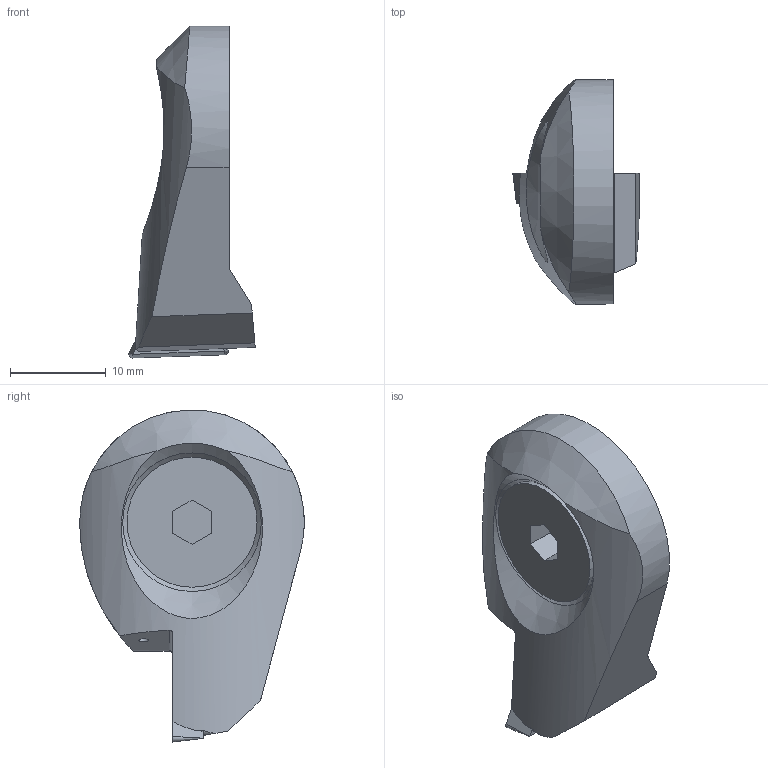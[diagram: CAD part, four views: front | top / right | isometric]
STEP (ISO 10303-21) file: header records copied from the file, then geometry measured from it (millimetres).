
FILE_DESCRIPTION(/* description */ (''),/* implementation_level */ '2;1');
FILE_NAME(/* name */ '1551870652908.stp',/* time_stamp */ '2019-03-06T12:11:19+01:00',/* author */ (''),/* organization */ ('SMS'),/* preprocessor_version */ 'ST-DEVELOPER v15',/* originating_system */ 'SIEMENS PLM Software NX 8.5',/* authorisation */ '');
FILE_SCHEMA (('AUTOMOTIVE_DESIGN { 1 0 10303 214 3 1 1 1 }'));
Length unit declared in the file: millimetre
Products named in the file (4): IsoTurningInsert; ASSEMBLY_CONSTRUCTION; 202218303mod000_00; 111169234mod000_01
Assembly tree (3 placements, depth 2):
  111169234mod000_01
    202218303mod000_00
    ASSEMBLY_CONSTRUCTION
    IsoTurningInsert
Bounding box: 13.24 x 23.5 x 34.74 mm (x, y, z)
Volume: 4089.1 mm3; surface area: 2177.6 mm2
Topology: 2 solids, 2 shells, 54 faces, 141 edges, 98 vertices
Faces by surface type: plane 28, cylinder 12, cone 9, torus 4, bspline 1
Full cylindrical faces by diameter (mm): 1 x1, 2.8 x2, 13.6 x1
Entity records: 1800 total; most frequent: CARTESIAN_POINT 408, DIRECTION 268, ORIENTED_EDGE 234, EDGE_CURVE 117, AXIS2_PLACEMENT_3D 101, VERTEX_POINT 83, EDGE_LOOP 71, LINE 66
